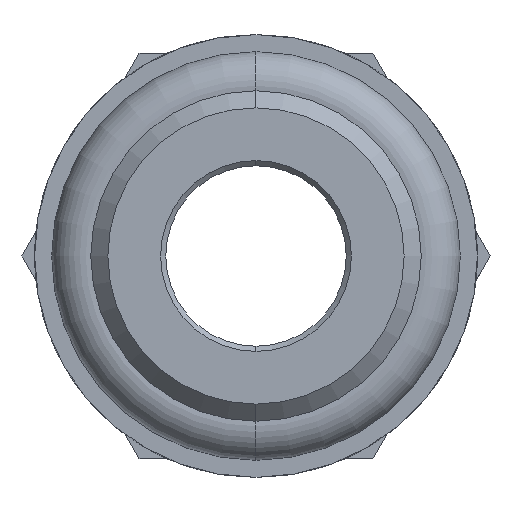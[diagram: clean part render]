
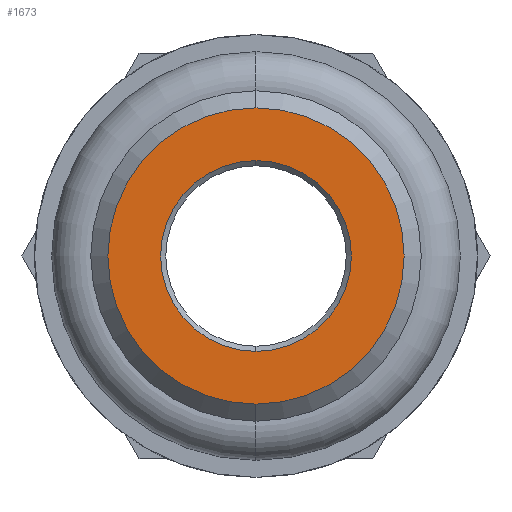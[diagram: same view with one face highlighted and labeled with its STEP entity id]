
A CAD part, front view. The second image highlights one B-rep face of the part: STEP entity #1673.
In plain terms, the highlighted planar face has unit normal (0, -1, 0).
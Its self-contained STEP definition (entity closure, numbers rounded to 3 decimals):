
#121 = ORIENTED_EDGE ( 'NONE', *, *, #1776, .T. ) ;
#393 = CARTESIAN_POINT ( 'NONE',  ( 0., -7.65, 0. ) ) ;
#482 = AXIS2_PLACEMENT_3D ( 'NONE', #1871, #715, #1213 ) ;
#567 = DIRECTION ( 'NONE',  ( 0., 0., -1. ) ) ;
#570 = CIRCLE ( 'NONE', #1064, 2.8 ) ;
#671 = AXIS2_PLACEMENT_3D ( 'NONE', #393, #1571, #567 ) ;
#681 = DIRECTION ( 'NONE',  ( 0., -1., 0. ) ) ;
#692 = CARTESIAN_POINT ( 'NONE',  ( 0., -7.65, -2.8 ) ) ;
#715 = DIRECTION ( 'NONE',  ( 0., -1., 0. ) ) ;
#748 = CIRCLE ( 'NONE', #671, 4.35 ) ;
#766 = FACE_OUTER_BOUND ( 'NONE', #1211, .T. ) ;
#806 = VERTEX_POINT ( 'NONE', #1292 ) ;
#814 = AXIS2_PLACEMENT_3D ( 'NONE', #1993, #1001, #2159 ) ;
#868 = EDGE_CURVE ( 'NONE', #1075, #806, #748, .T. ) ;
#943 = ORIENTED_EDGE ( 'NONE', *, *, #1772, .F. ) ;
#980 = CARTESIAN_POINT ( 'NONE',  ( 0., -7.65, 2.8 ) ) ;
#1001 = DIRECTION ( 'NONE',  ( 0., -1., 0. ) ) ;
#1019 = CARTESIAN_POINT ( 'NONE',  ( 0., -7.65, 0. ) ) ;
#1050 = PLANE ( 'NONE',  #482 ) ;
#1064 = AXIS2_PLACEMENT_3D ( 'NONE', #1671, #681, #1837 ) ;
#1075 = VERTEX_POINT ( 'NONE', #1245 ) ;
#1165 = AXIS2_PLACEMENT_3D ( 'NONE', #1019, #2175, #1180 ) ;
#1180 = DIRECTION ( 'NONE',  ( 0., 0., -1. ) ) ;
#1211 = EDGE_LOOP ( 'NONE', ( #121, #2044 ) ) ;
#1213 = DIRECTION ( 'NONE',  ( 0., 0., -1. ) ) ;
#1245 = CARTESIAN_POINT ( 'NONE',  ( 0., -7.65, -4.35 ) ) ;
#1292 = CARTESIAN_POINT ( 'NONE',  ( 0., -7.65, 4.35 ) ) ;
#1357 = EDGE_LOOP ( 'NONE', ( #1620, #943 ) ) ;
#1403 = CIRCLE ( 'NONE', #1165, 4.35 ) ;
#1571 = DIRECTION ( 'NONE',  ( 0., -1., 0. ) ) ;
#1620 = ORIENTED_EDGE ( 'NONE', *, *, #1930, .F. ) ;
#1644 = FACE_BOUND ( 'NONE', #1357, .T. ) ;
#1671 = CARTESIAN_POINT ( 'NONE',  ( 0., -7.65, 0. ) ) ;
#1673 = ADVANCED_FACE ( 'NONE', ( #1644, #766 ), #1050, .T. ) ;
#1772 = EDGE_CURVE ( 'NONE', #2093, #2010, #570, .T. ) ;
#1776 = EDGE_CURVE ( 'NONE', #806, #1075, #1403, .T. ) ;
#1837 = DIRECTION ( 'NONE',  ( 0., 0., -1. ) ) ;
#1871 = CARTESIAN_POINT ( 'NONE',  ( 0., -7.65, 0. ) ) ;
#1930 = EDGE_CURVE ( 'NONE', #2010, #2093, #2037, .T. ) ;
#1993 = CARTESIAN_POINT ( 'NONE',  ( 0., -7.65, 0. ) ) ;
#2010 = VERTEX_POINT ( 'NONE', #692 ) ;
#2037 = CIRCLE ( 'NONE', #814, 2.8 ) ;
#2044 = ORIENTED_EDGE ( 'NONE', *, *, #868, .T. ) ;
#2093 = VERTEX_POINT ( 'NONE', #980 ) ;
#2159 = DIRECTION ( 'NONE',  ( 0., 0., -1. ) ) ;
#2175 = DIRECTION ( 'NONE',  ( 0., -1., 0. ) ) ;
